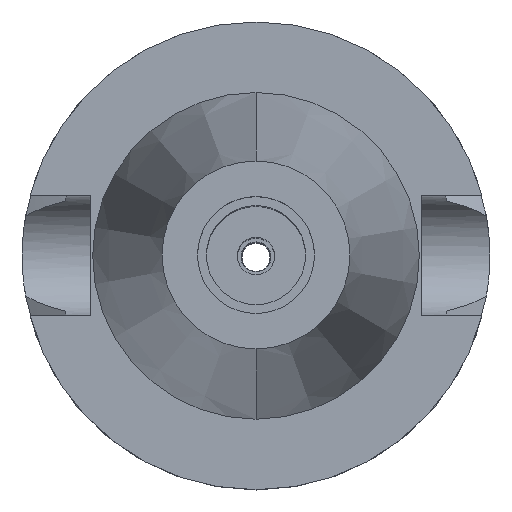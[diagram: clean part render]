
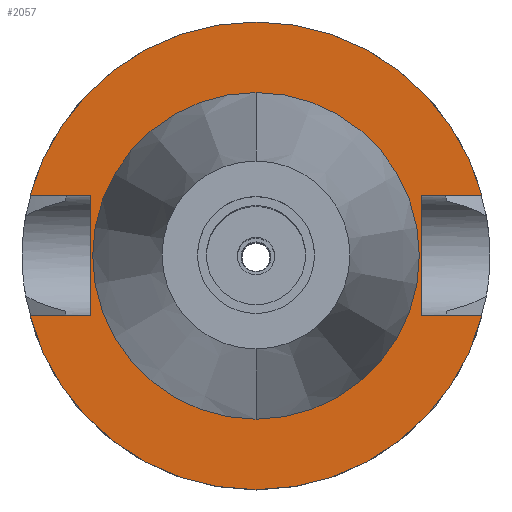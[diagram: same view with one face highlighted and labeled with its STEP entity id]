
A CAD part, top view. The second image highlights one B-rep face of the part: STEP entity #2057.
In plain terms, the highlighted planar face has unit normal (0, 0, 1).
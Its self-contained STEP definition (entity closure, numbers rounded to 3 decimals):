
#781=DIRECTION('',(1.,0.,0.));
#782=VECTOR('',#781,12.921);
#783=CARTESIAN_POINT('',(35.4,12.85,-1.5));
#784=LINE('',#783,#782);
#828=DIRECTION('',(0.,1.,0.));
#829=VECTOR('',#828,25.7);
#830=CARTESIAN_POINT('',(-35.4,-12.85,-1.5));
#831=LINE('',#830,#829);
#835=DIRECTION('',(-1.,0.,0.));
#836=VECTOR('',#835,12.921);
#837=CARTESIAN_POINT('',(-35.4,12.85,-1.5));
#838=LINE('',#837,#836);
#842=CARTESIAN_POINT('',(0.,0.,-1.5));
#843=DIRECTION('',(0.,0.,-1.));
#844=DIRECTION('',(-0.966,0.257,0.));
#845=AXIS2_PLACEMENT_3D('',#842,#843,#844);
#850=CARTESIAN_POINT('',(0.,0.,-1.5));
#851=DIRECTION('',(0.,0.,-1.));
#852=DIRECTION('',(0.,1.,0.));
#853=AXIS2_PLACEMENT_3D('',#850,#851,#852);
#858=DIRECTION('',(0.,-1.,0.));
#859=VECTOR('',#858,25.7);
#860=CARTESIAN_POINT('',(35.4,12.85,-1.5));
#861=LINE('',#860,#859);
#865=DIRECTION('',(1.,0.,0.));
#866=VECTOR('',#865,12.921);
#867=CARTESIAN_POINT('',(35.4,-12.85,-1.5));
#868=LINE('',#867,#866);
#872=CARTESIAN_POINT('',(0.,0.,-1.5));
#873=DIRECTION('',(0.,0.,-1.));
#874=DIRECTION('',(0.966,-0.257,0.));
#875=AXIS2_PLACEMENT_3D('',#872,#873,#874);
#880=CARTESIAN_POINT('',(0.,0.,-1.5));
#881=DIRECTION('',(0.,0.,-1.));
#882=DIRECTION('',(0.,-1.,0.));
#883=AXIS2_PLACEMENT_3D('',#880,#881,#882);
#888=CARTESIAN_POINT('',(0.,0.,-1.5));
#889=DIRECTION('',(0.,0.,1.));
#890=DIRECTION('',(0.,-1.,0.));
#891=AXIS2_PLACEMENT_3D('',#888,#889,#890);
#896=CARTESIAN_POINT('',(0.,0.,-1.5));
#897=DIRECTION('',(0.,0.,1.));
#898=DIRECTION('',(0.,1.,0.));
#899=AXIS2_PLACEMENT_3D('',#896,#897,#898);
#934=DIRECTION('',(-1.,0.,0.));
#935=VECTOR('',#934,12.921);
#936=CARTESIAN_POINT('',(-35.4,-12.85,-1.5));
#937=LINE('',#936,#935);
#1312=CARTESIAN_POINT('',(-35.4,-12.85,-1.5));
#1313=VERTEX_POINT('',#1312);
#1314=CARTESIAN_POINT('',(-48.321,-12.85,-1.5));
#1315=VERTEX_POINT('',#1314);
#1318=CARTESIAN_POINT('',(-35.4,12.85,-1.5));
#1319=VERTEX_POINT('',#1318);
#1320=CARTESIAN_POINT('',(-48.321,12.85,-1.5));
#1321=VERTEX_POINT('',#1320);
#1322=CARTESIAN_POINT('',(0.,50.,-1.5));
#1323=CARTESIAN_POINT('',(48.321,12.85,-1.5));
#1324=VERTEX_POINT('',#1322);
#1325=VERTEX_POINT('',#1323);
#1326=CARTESIAN_POINT('',(35.4,12.85,-1.5));
#1327=VERTEX_POINT('',#1326);
#1328=CARTESIAN_POINT('',(35.4,-12.85,-1.5));
#1329=VERTEX_POINT('',#1328);
#1330=CARTESIAN_POINT('',(48.321,-12.85,-1.5));
#1331=VERTEX_POINT('',#1330);
#1332=CARTESIAN_POINT('',(0.,-50.,-1.5));
#1333=VERTEX_POINT('',#1332);
#1334=CARTESIAN_POINT('',(0.,-34.925,-1.5));
#1335=CARTESIAN_POINT('',(0.,34.925,-1.5));
#1336=VERTEX_POINT('',#1334);
#1337=VERTEX_POINT('',#1335);
#2026=CARTESIAN_POINT('',(0.,0.,-1.5));
#2027=DIRECTION('',(0.,0.,-1.));
#2028=DIRECTION('',(0.,-1.,0.));
#2029=AXIS2_PLACEMENT_3D('',#2026,#2027,#2028);
#2030=PLANE('',#2029);
#2032=ORIENTED_EDGE('',*,*,#2031,.T.);
#2034=ORIENTED_EDGE('',*,*,#2033,.T.);
#2036=ORIENTED_EDGE('',*,*,#2035,.T.);
#2038=ORIENTED_EDGE('',*,*,#2037,.T.);
#2039=ORIENTED_EDGE('',*,*,#2002,.F.);
#2040=ORIENTED_EDGE('',*,*,#2016,.T.);
#2042=ORIENTED_EDGE('',*,*,#2041,.T.);
#2044=ORIENTED_EDGE('',*,*,#2043,.T.);
#2046=ORIENTED_EDGE('',*,*,#2045,.T.);
#2048=ORIENTED_EDGE('',*,*,#2047,.F.);
#2049=EDGE_LOOP('',(#2032,#2034,#2036,#2038,#2039,#2040,#2042,#2044,#2046,
#2048));
#2050=FACE_OUTER_BOUND('',#2049,.F.);
#2052=ORIENTED_EDGE('',*,*,#2051,.T.);
#2054=ORIENTED_EDGE('',*,*,#2053,.T.);
#2055=EDGE_LOOP('',(#2052,#2054));
#2056=FACE_BOUND('',#2055,.F.);
#846=CIRCLE('',#845,50.);
#854=CIRCLE('',#853,50.);
#876=CIRCLE('',#875,50.);
#884=CIRCLE('',#883,50.);
#892=CIRCLE('',#891,34.925);
#900=CIRCLE('',#899,34.925);
#2002=EDGE_CURVE('',#1327,#1325,#784,.T.);
#2016=EDGE_CURVE('',#1327,#1329,#861,.T.);
#2031=EDGE_CURVE('',#1313,#1319,#831,.T.);
#2033=EDGE_CURVE('',#1319,#1321,#838,.T.);
#2035=EDGE_CURVE('',#1321,#1324,#846,.T.);
#2037=EDGE_CURVE('',#1324,#1325,#854,.T.);
#2041=EDGE_CURVE('',#1329,#1331,#868,.T.);
#2043=EDGE_CURVE('',#1331,#1333,#876,.T.);
#2045=EDGE_CURVE('',#1333,#1315,#884,.T.);
#2047=EDGE_CURVE('',#1313,#1315,#937,.T.);
#2051=EDGE_CURVE('',#1336,#1337,#892,.T.);
#2053=EDGE_CURVE('',#1337,#1336,#900,.T.);
#2057=ADVANCED_FACE('',(#2050,#2056),#2030,.F.);
